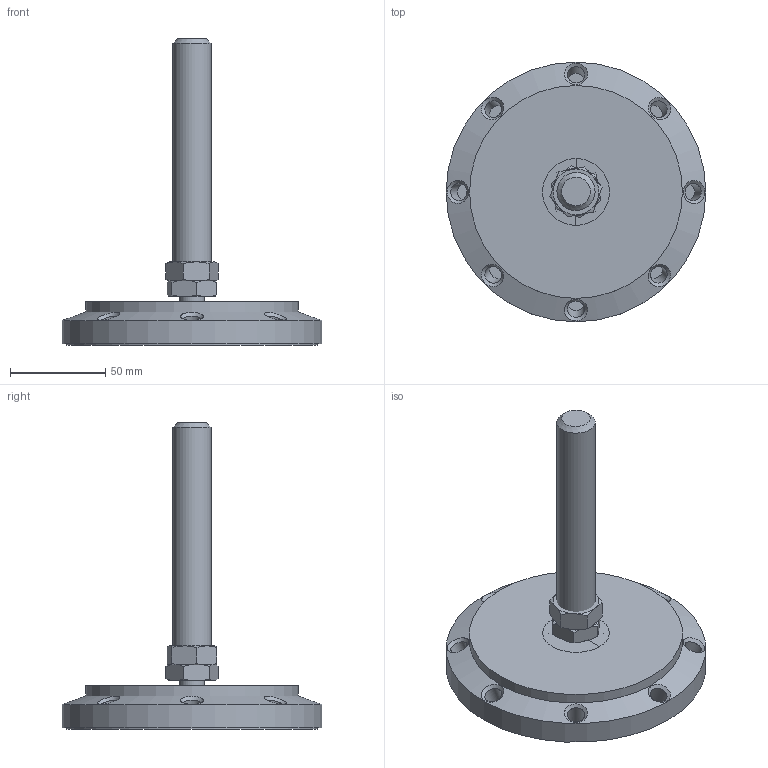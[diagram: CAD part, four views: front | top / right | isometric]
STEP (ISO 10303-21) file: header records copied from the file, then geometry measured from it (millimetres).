
FILE_DESCRIPTION((''),'2;1');
FILE_NAME('SF0953V_A.stp','2014-09-30T12:28:09',('sebastianschwarze'),(''),'Autodesk Inventor 2012','Autodesk Inventor 2012','');
FILE_SCHEMA(('AUTOMOTIVE_DESIGN { 1 0 10303 214 1 1 1 1 }'));
Length unit declared in the file: millimetre
Products named in the file (7): SF0953V_A; ME9603136_A; ME1501011_A; ME5201100_A; ME14201541220_A; ME1700020_A; DK7991050160_A
Assembly tree (10 placements, depth 2):
  SF0953V_A
    ME9603136_A
    ME1501011_A  x2
    ME5201100_A
    ME14201541220_A
    ME1700020_A
    DK7991050160_A  x4
Bounding box: 136 x 136 x 160.78 mm (x, y, z)
Volume: 334683.5 mm3; surface area: 86134.2 mm2
Topology: 10 solids, 10 shells, 171 faces, 386 edges, 243 vertices
Faces by surface type: plane 71, cylinder 40, cone 32, bspline 20, sphere 4, torus 4
Full cylindrical faces by diameter (mm): 4.134 x4, 5 x4, 5.5 x4, 9 x8, 10 x4, 13 x1, 17.294 x1, 20 x1, 35 x2, 36 x1, 111.5 x1, 131 x1, 132 x1, 136 x1
Entity records: 4571 total; most frequent: CARTESIAN_POINT 2072, DIRECTION 452, ORIENTED_EDGE 428, EDGE_CURVE 214, AXIS2_PLACEMENT_3D 198, EDGE_LOOP 186, VERTEX_POINT 156, FACE_OUTER_BOUND 115
